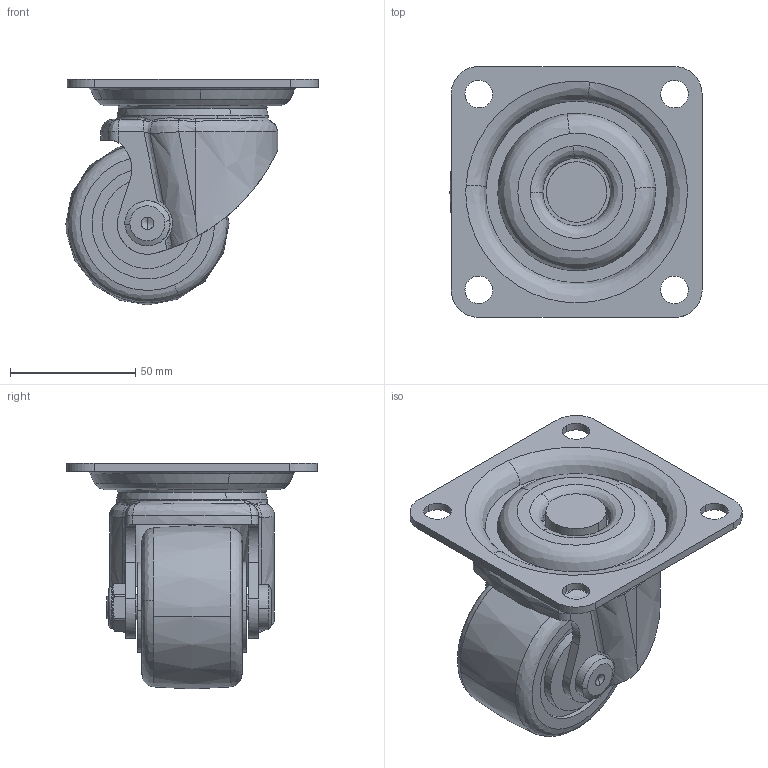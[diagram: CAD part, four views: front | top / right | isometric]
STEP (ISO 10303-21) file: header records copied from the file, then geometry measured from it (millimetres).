
FILE_DESCRIPTION((''),'2;1');
FILE_NAME('','2005-12-16T13:49:01',(''),(''),'','CADfix','');
FILE_SCHEMA(('AUTOMOTIVE_DESIGN'));
Length unit declared in the file: millimetre
Products named in the file (8): seal; nut; main shaft; wheel; mounting plate; body; axle; TCA_54LL_NRB65_9610_36
Assembly tree (7 placements, depth 2):
  TCA_54LL_NRB65_9610_36
    seal
    nut
    main shaft
    wheel
    mounting plate
    body
    axle
Bounding box: 100.5 x 100 x 90 mm (x, y, z)
Volume: 239945.8 mm3; surface area: 71339.1 mm2
Topology: 7 solids, 7 shells, 233 faces, 689 edges, 478 vertices
Faces by surface type: bspline 233
Entity records: 10939 total; most frequent: CARTESIAN_POINT 7088, ORIENTED_EDGE 1370, EDGE_CURVE 685, VERTEX_POINT 478, EDGE_LOOP 267, FACE_OUTER_BOUND 233, ADVANCED_FACE 233, QUASI_UNIFORM_CURVE 187
